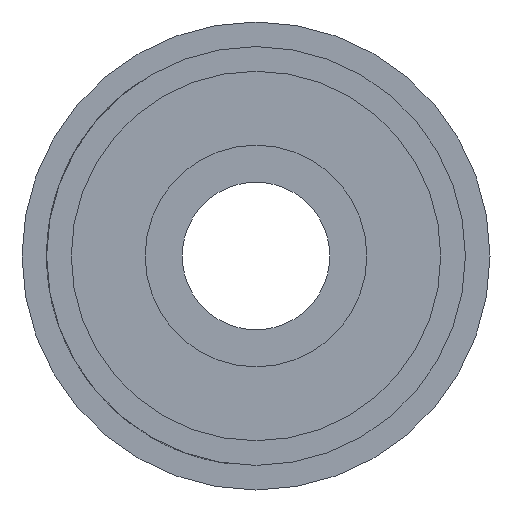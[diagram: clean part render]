
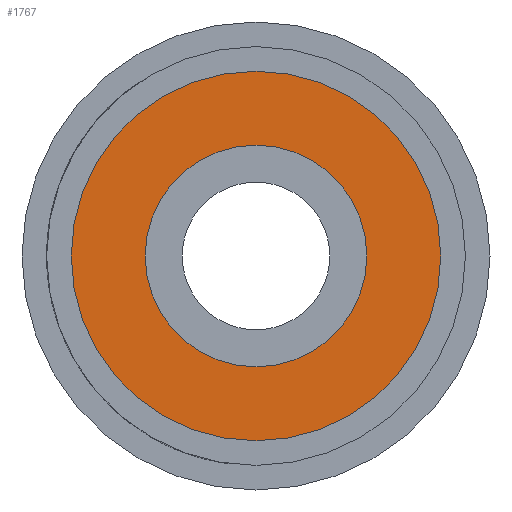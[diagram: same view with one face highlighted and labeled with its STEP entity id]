
A CAD part, left-side view. The second image highlights one B-rep face of the part: STEP entity #1767.
In plain terms, the highlighted planar face has unit normal (-1, 0, 0).
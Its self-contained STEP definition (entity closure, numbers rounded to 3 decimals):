
#199 = CARTESIAN_POINT ( 'NONE',  ( 0., 0., -7.5 ) ) ;
#441 = CARTESIAN_POINT ( 'NONE',  ( 0., 0., 0. ) ) ;
#487 = EDGE_LOOP ( 'NONE', ( #4506, #5045 ) ) ;
#997 = VERTEX_POINT ( 'NONE', #6877 ) ;
#1767 = ADVANCED_FACE ( 'NONE', ( #7351, #3910 ), #4448, .F. ) ;
#1932 = DIRECTION ( 'NONE',  ( 0., 0., 1. ) ) ;
#1982 = DIRECTION ( 'NONE',  ( 0., 0., 1. ) ) ;
#2274 = VERTEX_POINT ( 'NONE', #2890 ) ;
#2619 = CARTESIAN_POINT ( 'NONE',  ( 0., 0., 0. ) ) ;
#2890 = CARTESIAN_POINT ( 'NONE',  ( 0., 0., -4.5 ) ) ;
#3125 = VERTEX_POINT ( 'NONE', #8850 ) ;
#3223 = DIRECTION ( 'NONE',  ( 0., 0., 1. ) ) ;
#3314 = EDGE_CURVE ( 'NONE', #997, #4373, #8757, .T. ) ;
#3428 = CIRCLE ( 'NONE', #7039, 4.5 ) ;
#3571 = CARTESIAN_POINT ( 'NONE',  ( 0., 0., 0. ) ) ;
#3910 = FACE_OUTER_BOUND ( 'NONE', #8334, .T. ) ;
#4000 = CIRCLE ( 'NONE', #4149, 4.5 ) ;
#4149 = AXIS2_PLACEMENT_3D ( 'NONE', #8362, #5421, #1982 ) ;
#4152 = ORIENTED_EDGE ( 'NONE', *, *, #8784, .T. ) ;
#4373 = VERTEX_POINT ( 'NONE', #199 ) ;
#4448 = PLANE ( 'NONE',  #6995 ) ;
#4506 = ORIENTED_EDGE ( 'NONE', *, *, #8639, .F. ) ;
#4628 = DIRECTION ( 'NONE',  ( 1., 0., 0. ) ) ;
#4985 = ORIENTED_EDGE ( 'NONE', *, *, #3314, .T. ) ;
#5016 = DIRECTION ( 'NONE',  ( 0., 0., 1. ) ) ;
#5045 = ORIENTED_EDGE ( 'NONE', *, *, #8078, .F. ) ;
#5159 = CIRCLE ( 'NONE', #5741, 7.5 ) ;
#5421 = DIRECTION ( 'NONE',  ( -1., 0., 0. ) ) ;
#5515 = CARTESIAN_POINT ( 'NONE',  ( 0., 0., 0. ) ) ;
#5741 = AXIS2_PLACEMENT_3D ( 'NONE', #2619, #8143, #1932 ) ;
#6291 = AXIS2_PLACEMENT_3D ( 'NONE', #5515, #7980, #3223 ) ;
#6378 = DIRECTION ( 'NONE',  ( -1., 0., 0. ) ) ;
#6877 = CARTESIAN_POINT ( 'NONE',  ( 0., 0., 7.5 ) ) ;
#6995 = AXIS2_PLACEMENT_3D ( 'NONE', #441, #4628, #8755 ) ;
#7039 = AXIS2_PLACEMENT_3D ( 'NONE', #3571, #6378, #5016 ) ;
#7351 = FACE_BOUND ( 'NONE', #487, .T. ) ;
#7980 = DIRECTION ( 'NONE',  ( -1., 0., 0. ) ) ;
#8078 = EDGE_CURVE ( 'NONE', #2274, #3125, #4000, .T. ) ;
#8143 = DIRECTION ( 'NONE',  ( -1., 0., 0. ) ) ;
#8334 = EDGE_LOOP ( 'NONE', ( #4985, #4152 ) ) ;
#8362 = CARTESIAN_POINT ( 'NONE',  ( 0., 0., 0. ) ) ;
#8639 = EDGE_CURVE ( 'NONE', #3125, #2274, #3428, .T. ) ;
#8755 = DIRECTION ( 'NONE',  ( 0., 0., -1. ) ) ;
#8757 = CIRCLE ( 'NONE', #6291, 7.5 ) ;
#8784 = EDGE_CURVE ( 'NONE', #4373, #997, #5159, .T. ) ;
#8850 = CARTESIAN_POINT ( 'NONE',  ( 0., 0., 4.5 ) ) ;
